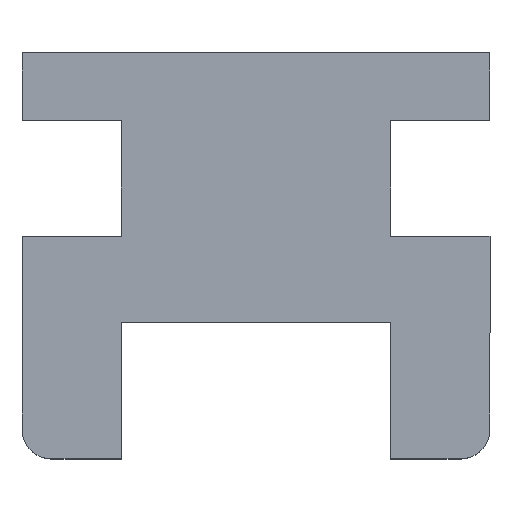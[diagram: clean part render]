
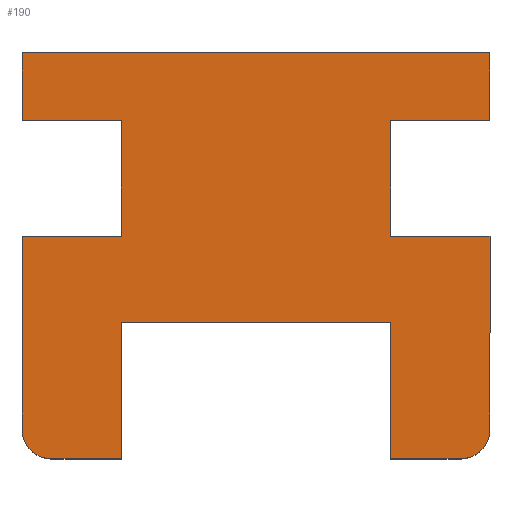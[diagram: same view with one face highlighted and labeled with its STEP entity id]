
A CAD part, top view. The second image highlights one B-rep face of the part: STEP entity #190.
In plain terms, the highlighted planar face has unit normal (0, 0, 1).
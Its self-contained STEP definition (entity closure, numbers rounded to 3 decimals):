
#1 = LINE ( 'NONE', #707, #362 ) ;
#3 = CARTESIAN_POINT ( 'NONE',  ( 15.65, -10.512, 5. ) ) ;
#14 = EDGE_CURVE ( 'NONE', #1184, #304, #350, .T. ) ;
#26 = DIRECTION ( 'NONE',  ( 1., 0., 0. ) ) ;
#55 = VERTEX_POINT ( 'NONE', #1047 ) ;
#59 = VECTOR ( 'NONE', #340, 1000. ) ;
#65 = CARTESIAN_POINT ( 'NONE',  ( -9., -3.362, 5. ) ) ;
#71 = ORIENTED_EDGE ( 'NONE', *, *, #663, .T. ) ;
#88 = VERTEX_POINT ( 'NONE', #3 ) ;
#104 = VERTEX_POINT ( 'NONE', #272 ) ;
#106 = VECTOR ( 'NONE', #151, 1000. ) ;
#136 = EDGE_CURVE ( 'NONE', #996, #980, #526, .T. ) ;
#148 = EDGE_CURVE ( 'NONE', #980, #1434, #1359, .T. ) ;
#151 = DIRECTION ( 'NONE',  ( -1., 0., 0. ) ) ;
#155 = VECTOR ( 'NONE', #192, 1000. ) ;
#164 = VERTEX_POINT ( 'NONE', #1239 ) ;
#172 = DIRECTION ( 'NONE',  ( 1., 0., 0. ) ) ;
#181 = CIRCLE ( 'NONE', #310, 2. ) ;
#182 = CIRCLE ( 'NONE', #391, 2. ) ;
#183 = CARTESIAN_POINT ( 'NONE',  ( -9., 0., 5. ) ) ;
#185 = VECTOR ( 'NONE', #368, 1000. ) ;
#187 = CARTESIAN_POINT ( 'NONE',  ( 13.65, -12.512, 5. ) ) ;
#190 = ADVANCED_FACE ( 'NONE', ( #1072 ), #488, .T. ) ;
#192 = DIRECTION ( 'NONE',  ( -1., 0., 0. ) ) ;
#196 = DIRECTION ( 'NONE',  ( 0., 1., 0. ) ) ;
#225 = DIRECTION ( 'NONE',  ( 1., 0., 0. ) ) ;
#229 = CARTESIAN_POINT ( 'NONE',  ( -9., -12.512, 5. ) ) ;
#246 = EDGE_CURVE ( 'NONE', #704, #302, #609, .T. ) ;
#270 = EDGE_CURVE ( 'NONE', #164, #302, #1, .T. ) ;
#272 = CARTESIAN_POINT ( 'NONE',  ( -13.65, -12.512, 5. ) ) ;
#289 = ORIENTED_EDGE ( 'NONE', *, *, #1102, .T. ) ;
#296 = ORIENTED_EDGE ( 'NONE', *, *, #535, .F. ) ;
#302 = VERTEX_POINT ( 'NONE', #1192 ) ;
#304 = VERTEX_POINT ( 'NONE', #519 ) ;
#310 = AXIS2_PLACEMENT_3D ( 'NONE', #1396, #664, #172 ) ;
#324 = CARTESIAN_POINT ( 'NONE',  ( 9., -12.512, 5. ) ) ;
#329 = ORIENTED_EDGE ( 'NONE', *, *, #334, .F. ) ;
#334 = EDGE_CURVE ( 'NONE', #496, #1434, #1467, .T. ) ;
#335 = DIRECTION ( 'NONE',  ( 0., -1., 0. ) ) ;
#340 = DIRECTION ( 'NONE',  ( 0., -1., 0. ) ) ;
#345 = CARTESIAN_POINT ( 'NONE',  ( -9., 10.125, 5. ) ) ;
#350 = LINE ( 'NONE', #1288, #701 ) ;
#360 = DIRECTION ( 'NONE',  ( 0., -1., 0. ) ) ;
#362 = VECTOR ( 'NONE', #1294, 1000. ) ;
#368 = DIRECTION ( 'NONE',  ( 1., 0., 0. ) ) ;
#391 = AXIS2_PLACEMENT_3D ( 'NONE', #700, #1400, #840 ) ;
#418 = LINE ( 'NONE', #1477, #155 ) ;
#424 = LINE ( 'NONE', #1262, #1253 ) ;
#428 = ORIENTED_EDGE ( 'NONE', *, *, #500, .F. ) ;
#436 = VECTOR ( 'NONE', #360, 1000. ) ;
#444 = DIRECTION ( 'NONE',  ( -1., 0., 0. ) ) ;
#451 = LINE ( 'NONE', #1298, #809 ) ;
#469 = CARTESIAN_POINT ( 'NONE',  ( 0., 10.125, 5. ) ) ;
#488 = PLANE ( 'NONE',  #1178 ) ;
#494 = CARTESIAN_POINT ( 'NONE',  ( 15.65, 10.125, 5. ) ) ;
#496 = VERTEX_POINT ( 'NONE', #187 ) ;
#500 = EDGE_CURVE ( 'NONE', #1122, #55, #424, .T. ) ;
#508 = EDGE_CURVE ( 'NONE', #104, #764, #1268, .T. ) ;
#519 = CARTESIAN_POINT ( 'NONE',  ( 15.65, 14.65, 5. ) ) ;
#526 = LINE ( 'NONE', #1536, #776 ) ;
#527 = CARTESIAN_POINT ( 'NONE',  ( 9., -3.362, 5. ) ) ;
#535 = EDGE_CURVE ( 'NONE', #704, #1122, #1133, .T. ) ;
#545 = EDGE_CURVE ( 'NONE', #88, #496, #181, .T. ) ;
#551 = CARTESIAN_POINT ( 'NONE',  ( 9., 2.375, 5. ) ) ;
#563 = CARTESIAN_POINT ( 'NONE',  ( 9., 0., 5. ) ) ;
#565 = ORIENTED_EDGE ( 'NONE', *, *, #136, .T. ) ;
#574 = DIRECTION ( 'NONE',  ( 0., -1., 0. ) ) ;
#592 = DIRECTION ( 'NONE',  ( 0., -1., 0. ) ) ;
#602 = ORIENTED_EDGE ( 'NONE', *, *, #508, .T. ) ;
#609 = LINE ( 'NONE', #1200, #855 ) ;
#622 = EDGE_CURVE ( 'NONE', #996, #764, #655, .T. ) ;
#624 = ORIENTED_EDGE ( 'NONE', *, *, #246, .T. ) ;
#655 = LINE ( 'NONE', #183, #910 ) ;
#663 = EDGE_CURVE ( 'NONE', #164, #1311, #1061, .T. ) ;
#664 = DIRECTION ( 'NONE',  ( 0., 0., -1. ) ) ;
#668 = VERTEX_POINT ( 'NONE', #1437 ) ;
#693 = LINE ( 'NONE', #469, #185 ) ;
#700 = CARTESIAN_POINT ( 'NONE',  ( -13.65, -10.512, 5. ) ) ;
#701 = VECTOR ( 'NONE', #1279, 1000. ) ;
#704 = VERTEX_POINT ( 'NONE', #345 ) ;
#707 = CARTESIAN_POINT ( 'NONE',  ( 0., 2.375, 5. ) ) ;
#745 = CARTESIAN_POINT ( 'NONE',  ( 0., -12.512, 5. ) ) ;
#764 = VERTEX_POINT ( 'NONE', #229 ) ;
#776 = VECTOR ( 'NONE', #1476, 1000. ) ;
#798 = ORIENTED_EDGE ( 'NONE', *, *, #1084, .F. ) ;
#809 = VECTOR ( 'NONE', #574, 1000. ) ;
#840 = DIRECTION ( 'NONE',  ( 1., 0., 0. ) ) ;
#853 = ORIENTED_EDGE ( 'NONE', *, *, #1385, .F. ) ;
#855 = VECTOR ( 'NONE', #592, 1000. ) ;
#876 = ORIENTED_EDGE ( 'NONE', *, *, #545, .F. ) ;
#885 = EDGE_CURVE ( 'NONE', #1050, #900, #418, .T. ) ;
#894 = ORIENTED_EDGE ( 'NONE', *, *, #1115, .T. ) ;
#896 = DIRECTION ( 'NONE',  ( 1., 0., 0. ) ) ;
#900 = VERTEX_POINT ( 'NONE', #551 ) ;
#910 = VECTOR ( 'NONE', #335, 1000. ) ;
#914 = ORIENTED_EDGE ( 'NONE', *, *, #622, .F. ) ;
#942 = CARTESIAN_POINT ( 'NONE',  ( 0., 14.65, 5. ) ) ;
#944 = CARTESIAN_POINT ( 'NONE',  ( 15.65, 2.375, 5. ) ) ;
#966 = ORIENTED_EDGE ( 'NONE', *, *, #1063, .F. ) ;
#971 = DIRECTION ( 'NONE',  ( 0., 0., 1. ) ) ;
#980 = VERTEX_POINT ( 'NONE', #527 ) ;
#996 = VERTEX_POINT ( 'NONE', #65 ) ;
#1015 = CARTESIAN_POINT ( 'NONE',  ( 0., 10.125, 5. ) ) ;
#1044 = CARTESIAN_POINT ( 'NONE',  ( -15.65, 0., 5. ) ) ;
#1047 = CARTESIAN_POINT ( 'NONE',  ( -15.65, 14.65, 5. ) ) ;
#1049 = LINE ( 'NONE', #1425, #1410 ) ;
#1050 = VERTEX_POINT ( 'NONE', #944 ) ;
#1061 = LINE ( 'NONE', #1044, #436 ) ;
#1063 = EDGE_CURVE ( 'NONE', #1050, #88, #451, .T. ) ;
#1072 = FACE_OUTER_BOUND ( 'NONE', #1225, .T. ) ;
#1076 = ORIENTED_EDGE ( 'NONE', *, *, #270, .F. ) ;
#1084 = EDGE_CURVE ( 'NONE', #668, #900, #1049, .T. ) ;
#1102 = EDGE_CURVE ( 'NONE', #668, #1184, #693, .T. ) ;
#1115 = EDGE_CURVE ( 'NONE', #1311, #104, #182, .T. ) ;
#1122 = VERTEX_POINT ( 'NONE', #1289 ) ;
#1133 = LINE ( 'NONE', #1015, #1226 ) ;
#1162 = LINE ( 'NONE', #942, #1508 ) ;
#1166 = ORIENTED_EDGE ( 'NONE', *, *, #14, .T. ) ;
#1178 = AXIS2_PLACEMENT_3D ( 'NONE', #1439, #971, #26 ) ;
#1184 = VERTEX_POINT ( 'NONE', #494 ) ;
#1188 = DIRECTION ( 'NONE',  ( 0., -1., 0. ) ) ;
#1192 = CARTESIAN_POINT ( 'NONE',  ( -9., 2.375, 5. ) ) ;
#1200 = CARTESIAN_POINT ( 'NONE',  ( -9., 0., 5. ) ) ;
#1225 = EDGE_LOOP ( 'NONE', ( #602, #914, #565, #1321, #329, #876, #966, #1504, #798, #289, #1166, #853, #428, #296, #624, #1076, #71, #894 ) ) ;
#1226 = VECTOR ( 'NONE', #444, 1000. ) ;
#1239 = CARTESIAN_POINT ( 'NONE',  ( -15.65, 2.375, 5. ) ) ;
#1253 = VECTOR ( 'NONE', #196, 1000. ) ;
#1262 = CARTESIAN_POINT ( 'NONE',  ( -15.65, 0., 5. ) ) ;
#1268 = LINE ( 'NONE', #1382, #1534 ) ;
#1279 = DIRECTION ( 'NONE',  ( 0., 1., 0. ) ) ;
#1288 = CARTESIAN_POINT ( 'NONE',  ( 15.65, 0., 5. ) ) ;
#1289 = CARTESIAN_POINT ( 'NONE',  ( -15.65, 10.125, 5. ) ) ;
#1294 = DIRECTION ( 'NONE',  ( 1., 0., 0. ) ) ;
#1298 = CARTESIAN_POINT ( 'NONE',  ( 15.65, 0., 5. ) ) ;
#1311 = VERTEX_POINT ( 'NONE', #1492 ) ;
#1321 = ORIENTED_EDGE ( 'NONE', *, *, #148, .T. ) ;
#1359 = LINE ( 'NONE', #563, #59 ) ;
#1382 = CARTESIAN_POINT ( 'NONE',  ( 0., -12.512, 5. ) ) ;
#1385 = EDGE_CURVE ( 'NONE', #55, #304, #1162, .T. ) ;
#1396 = CARTESIAN_POINT ( 'NONE',  ( 13.65, -10.512, 5. ) ) ;
#1400 = DIRECTION ( 'NONE',  ( 0., 0., 1. ) ) ;
#1410 = VECTOR ( 'NONE', #1188, 1000. ) ;
#1425 = CARTESIAN_POINT ( 'NONE',  ( 9., 0., 5. ) ) ;
#1434 = VERTEX_POINT ( 'NONE', #324 ) ;
#1437 = CARTESIAN_POINT ( 'NONE',  ( 9., 10.125, 5. ) ) ;
#1439 = CARTESIAN_POINT ( 'NONE',  ( 0., 0., 5. ) ) ;
#1467 = LINE ( 'NONE', #745, #106 ) ;
#1476 = DIRECTION ( 'NONE',  ( 1., 0., 0. ) ) ;
#1477 = CARTESIAN_POINT ( 'NONE',  ( 0., 2.375, 5. ) ) ;
#1492 = CARTESIAN_POINT ( 'NONE',  ( -15.65, -10.512, 5. ) ) ;
#1504 = ORIENTED_EDGE ( 'NONE', *, *, #885, .T. ) ;
#1508 = VECTOR ( 'NONE', #225, 1000. ) ;
#1534 = VECTOR ( 'NONE', #896, 1000. ) ;
#1536 = CARTESIAN_POINT ( 'NONE',  ( 0., -3.362, 5. ) ) ;
